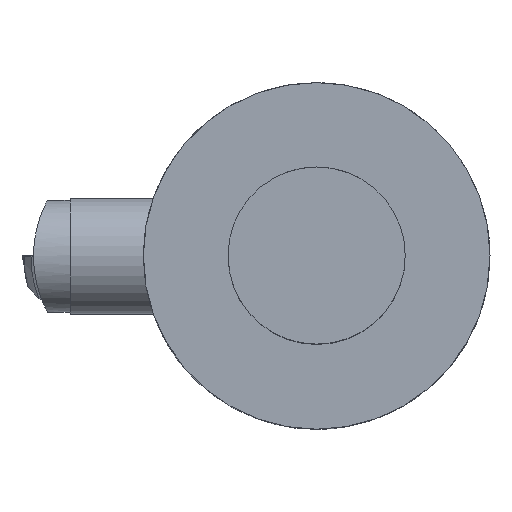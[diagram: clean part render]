
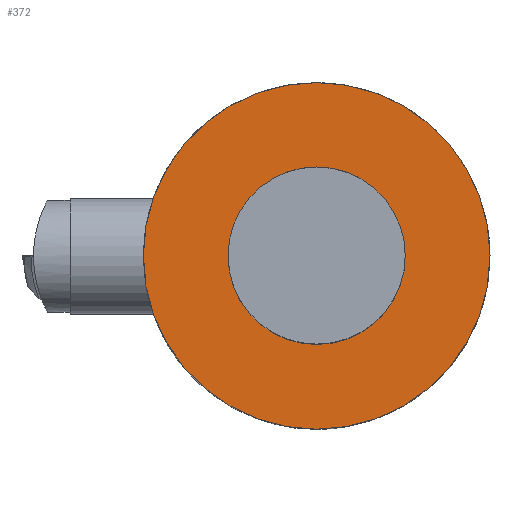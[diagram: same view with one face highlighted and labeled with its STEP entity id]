
A CAD part, top view. The second image highlights one B-rep face of the part: STEP entity #372.
In plain terms, the highlighted planar face has unit normal (0, 0, 1).
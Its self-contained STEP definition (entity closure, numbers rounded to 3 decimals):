
#372=ADVANCED_FACE('240[2]',(#986,#987),#988,.F.);
#474=EDGE_CURVE('240[2]',#1134,#1134,#1135,.T.);
#776=EDGE_CURVE('240[2]',#1518,#1518,#1519,.T.);
#986=FACE_OUTER_BOUND('',#1879,.T.);
#987=FACE_BOUND('',#1880,.T.);
#988=PLANE('',#1881);
#1134=VERTEX_POINT('',#2200);
#1135=CIRCLE('',#2201,45.0);
#1518=VERTEX_POINT('',#2936);
#1519=CIRCLE('',#2937,23.0);
#1879=EDGE_LOOP('',(#3179));
#1880=EDGE_LOOP('',(#3180));
#1881=AXIS2_PLACEMENT_3D('',#3181,#3182,#3183);
#2200=CARTESIAN_POINT('',(-45.0,0.,0.));
#2201=AXIS2_PLACEMENT_3D('',#3348,#3349,#3350);
#2936=CARTESIAN_POINT('',(23.0,0.0,0.0));
#2937=AXIS2_PLACEMENT_3D('',#3823,#3824,#3825);
#3179=ORIENTED_EDGE('',*,*,#474,.F.);
#3180=ORIENTED_EDGE('',*,*,#776,.T.);
#3181=CARTESIAN_POINT('',(0.0,0.0,0.));
#3182=DIRECTION('',(0.0,0.0,-1.0));
#3183=DIRECTION('',(0.0,-1.0,0.0));
#3348=CARTESIAN_POINT('',(0.0,0.0,0.));
#3349=DIRECTION('',(0.0,-0.0,-1.0));
#3350=DIRECTION('',(1.0,0.,0.0));
#3823=CARTESIAN_POINT('',(0.0,0.0,0.));
#3824=DIRECTION('',(0.0,0.0,-1.0));
#3825=DIRECTION('',(1.0,0.0,0.0));
